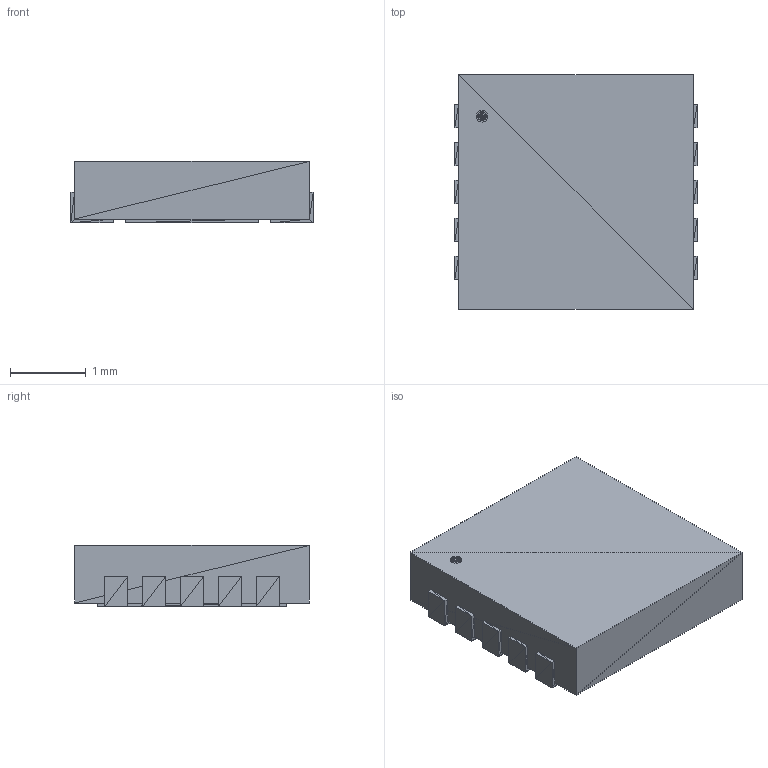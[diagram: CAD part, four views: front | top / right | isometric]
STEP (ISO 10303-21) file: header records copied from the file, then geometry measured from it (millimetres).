
FILE_DESCRIPTION(('STEP AP214'),'1');
FILE_NAME('DFN-10_DD','2017-03-04T10:52:11',(''),(''),'','','');
FILE_SCHEMA(('AUTOMOTIVE_DESIGN'));
Length unit declared in the file: millimetre
Products named in the file (1): product
Bounding box: 3.2 x 3.1 x 0.82 mm (x, y, z)
Surface area: 44.7 mm2 (no closed solid volume)
Topology: 0 solids, 352 shells, 352 faces, 1056 edges, 1056 vertices
Faces by surface type: plane 352
Entity records: 11675 total; most frequent: CARTESIAN_POINT 2465, DIRECTION 1762, ORIENTED_EDGE 1056, EDGE_CURVE 1056, VERTEX_POINT 1056, LINE 1056, VECTOR 1056, AXIS2_PLACEMENT_3D 353
